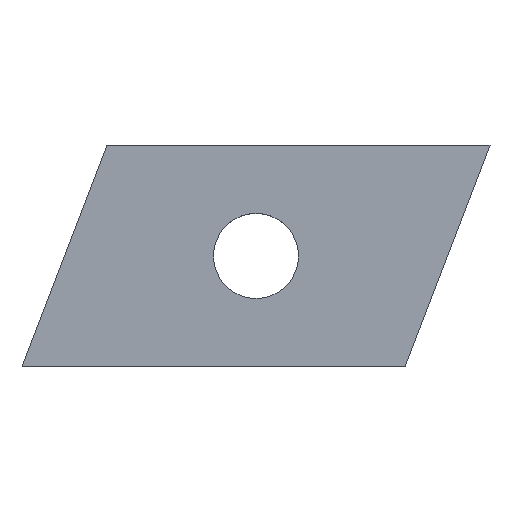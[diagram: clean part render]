
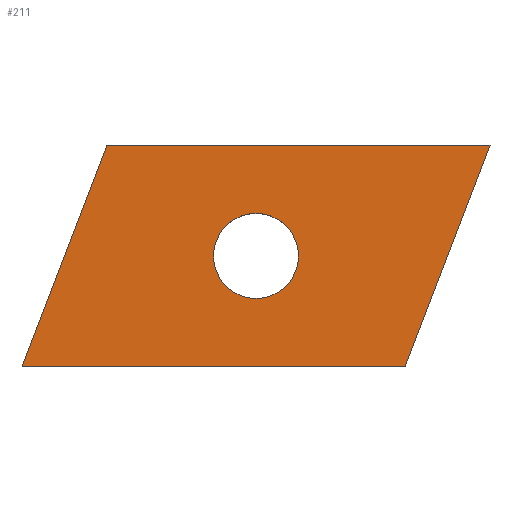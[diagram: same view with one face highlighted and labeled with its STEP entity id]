
A CAD part, top view. The second image highlights one B-rep face of the part: STEP entity #211.
In plain terms, the highlighted planar face has unit normal (0, 0, 1).
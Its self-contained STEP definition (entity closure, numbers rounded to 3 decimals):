
#2 = CARTESIAN_POINT ( 'NONE',  ( -13.75, -6.5, 4. ) ) ;
#4 = DIRECTION ( 'NONE',  ( -1., 0., 0. ) ) ;
#6 = CARTESIAN_POINT ( 'NONE',  ( -2.5, 0., 4. ) ) ;
#8 = DIRECTION ( 'NONE',  ( -0.358, -0.934, 0. ) ) ;
#22 = ORIENTED_EDGE ( 'NONE', *, *, #148, .F. ) ;
#24 = EDGE_LOOP ( 'NONE', ( #144, #80, #117, #179 ) ) ;
#26 = CARTESIAN_POINT ( 'NONE',  ( 8.76, -6.5, 4. ) ) ;
#32 = EDGE_CURVE ( 'NONE', #205, #200, #72, .T. ) ;
#36 = CARTESIAN_POINT ( 'NONE',  ( -8.76, 6.5, 4. ) ) ;
#39 = VECTOR ( 'NONE', #249, 1000. ) ;
#42 = VERTEX_POINT ( 'NONE', #276 ) ;
#50 = EDGE_LOOP ( 'NONE', ( #22, #79 ) ) ;
#54 = VERTEX_POINT ( 'NONE', #26 ) ;
#58 = DIRECTION ( 'NONE',  ( 1., 0., 0. ) ) ;
#62 = PLANE ( 'NONE',  #206 ) ;
#70 = VECTOR ( 'NONE', #120, 1000. ) ;
#71 = CARTESIAN_POINT ( 'NONE',  ( 0., 0., 4. ) ) ;
#72 = LINE ( 'NONE', #233, #193 ) ;
#73 = EDGE_CURVE ( 'NONE', #251, #42, #137, .T. ) ;
#75 = CIRCLE ( 'NONE', #222, 2.5 ) ;
#78 = DIRECTION ( 'NONE',  ( 0., 0., 1. ) ) ;
#79 = ORIENTED_EDGE ( 'NONE', *, *, #73, .F. ) ;
#80 = ORIENTED_EDGE ( 'NONE', *, *, #122, .T. ) ;
#85 = EDGE_CURVE ( 'NONE', #142, #54, #154, .T. ) ;
#117 = ORIENTED_EDGE ( 'NONE', *, *, #32, .T. ) ;
#120 = DIRECTION ( 'NONE',  ( 0.358, 0.934, 0. ) ) ;
#122 = EDGE_CURVE ( 'NONE', #54, #205, #218, .T. ) ;
#137 = CIRCLE ( 'NONE', #260, 2.5 ) ;
#142 = VERTEX_POINT ( 'NONE', #263 ) ;
#144 = ORIENTED_EDGE ( 'NONE', *, *, #85, .T. ) ;
#148 = EDGE_CURVE ( 'NONE', #42, #251, #75, .T. ) ;
#154 = LINE ( 'NONE', #220, #39 ) ;
#157 = CARTESIAN_POINT ( 'NONE',  ( 8.76, -6.5, 4. ) ) ;
#164 = DIRECTION ( 'NONE',  ( 1., 0., 0. ) ) ;
#165 = DIRECTION ( 'NONE',  ( 0., 0., 1. ) ) ;
#167 = CARTESIAN_POINT ( 'NONE',  ( 0., 0., 4. ) ) ;
#179 = ORIENTED_EDGE ( 'NONE', *, *, #248, .T. ) ;
#185 = FACE_BOUND ( 'NONE', #50, .T. ) ;
#193 = VECTOR ( 'NONE', #4, 1000. ) ;
#197 = FACE_OUTER_BOUND ( 'NONE', #24, .T. ) ;
#200 = VERTEX_POINT ( 'NONE', #36 ) ;
#205 = VERTEX_POINT ( 'NONE', #257 ) ;
#206 = AXIS2_PLACEMENT_3D ( 'NONE', #71, #270, #58 ) ;
#211 = ADVANCED_FACE ( 'NONE', ( #185, #197 ), #62, .T. ) ;
#218 = LINE ( 'NONE', #157, #70 ) ;
#220 = CARTESIAN_POINT ( 'NONE',  ( -13.75, -6.5, 4. ) ) ;
#221 = VECTOR ( 'NONE', #8, 1000. ) ;
#222 = AXIS2_PLACEMENT_3D ( 'NONE', #226, #78, #266 ) ;
#226 = CARTESIAN_POINT ( 'NONE',  ( 0., 0., 4. ) ) ;
#232 = LINE ( 'NONE', #2, #221 ) ;
#233 = CARTESIAN_POINT ( 'NONE',  ( -8.76, 6.5, 4. ) ) ;
#248 = EDGE_CURVE ( 'NONE', #200, #142, #232, .T. ) ;
#249 = DIRECTION ( 'NONE',  ( 1., 0., 0. ) ) ;
#251 = VERTEX_POINT ( 'NONE', #6 ) ;
#257 = CARTESIAN_POINT ( 'NONE',  ( 13.75, 6.5, 4. ) ) ;
#260 = AXIS2_PLACEMENT_3D ( 'NONE', #167, #165, #164 ) ;
#263 = CARTESIAN_POINT ( 'NONE',  ( -13.75, -6.5, 4. ) ) ;
#266 = DIRECTION ( 'NONE',  ( 1., 0., 0. ) ) ;
#270 = DIRECTION ( 'NONE',  ( 0., 0., 1. ) ) ;
#276 = CARTESIAN_POINT ( 'NONE',  ( 2.5, 0., 4. ) ) ;
